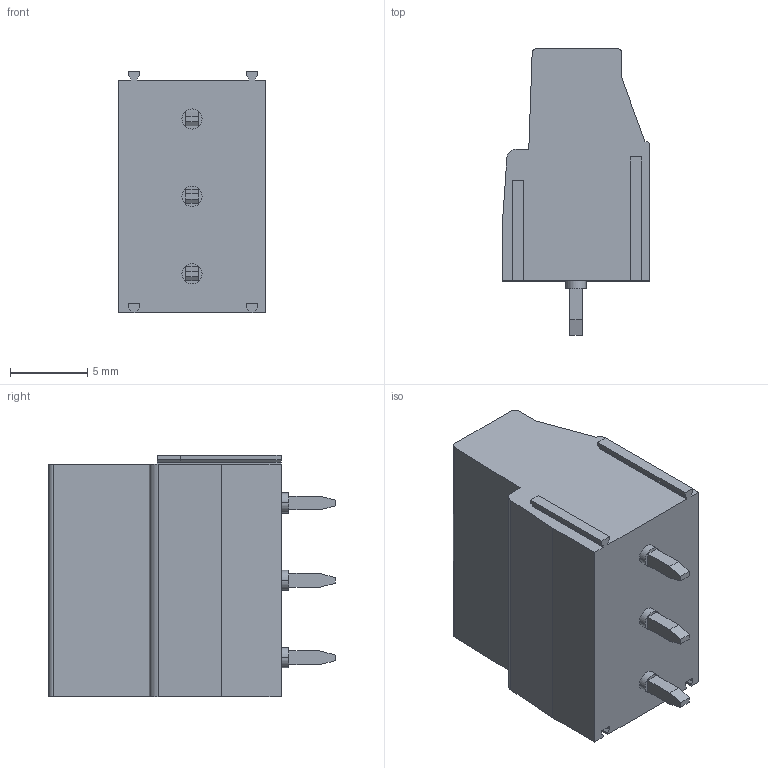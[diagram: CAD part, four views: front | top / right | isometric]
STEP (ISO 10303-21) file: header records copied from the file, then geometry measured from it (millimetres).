
FILE_DESCRIPTION(('SolidDesigner STEP Export'),'2;1');
FILE_NAME('mkdsn_2.5-3-5.00.stp','2014-11-07T 8:59:42',(''),(''),'Creo Elements/Direct Modeling STEP processor for AP214 (Solid Model)','Creo Elements/Direct Modeling 18.1B 29-Sep-2012 (C) Parametric Technology GmbH','');
FILE_SCHEMA(('AUTOMOTIVE_DESIGN { 1 0 10303 214 1 1 1 1 }'));
Length unit declared in the file: millimetre
Products named in the file (2): mkdsn_2.5-3-5.00
Assembly tree (1 placements, depth 2):
  mkdsn_2.5-3-5.00
    mkdsn_2.5-3-5.00
Bounding box: 9.5 x 18.5 x 15.57 mm (x, y, z)
Volume: 1709 mm3; surface area: 1281.4 mm2
Topology: 1 solids, 1 shells, 360 faces, 948 edges, 609 vertices
Faces by surface type: plane 295, cylinder 35, cone 18, torus 12
Entity records: 13965 total; most frequent: CARTESIAN_POINT 2459, ORIENTED_EDGE 1896, DIRECTION 1608, EDGE_CURVE 948, VECTOR 748, LINE 748, VERTEX_POINT 609, AXIS2_PLACEMENT_3D 430
